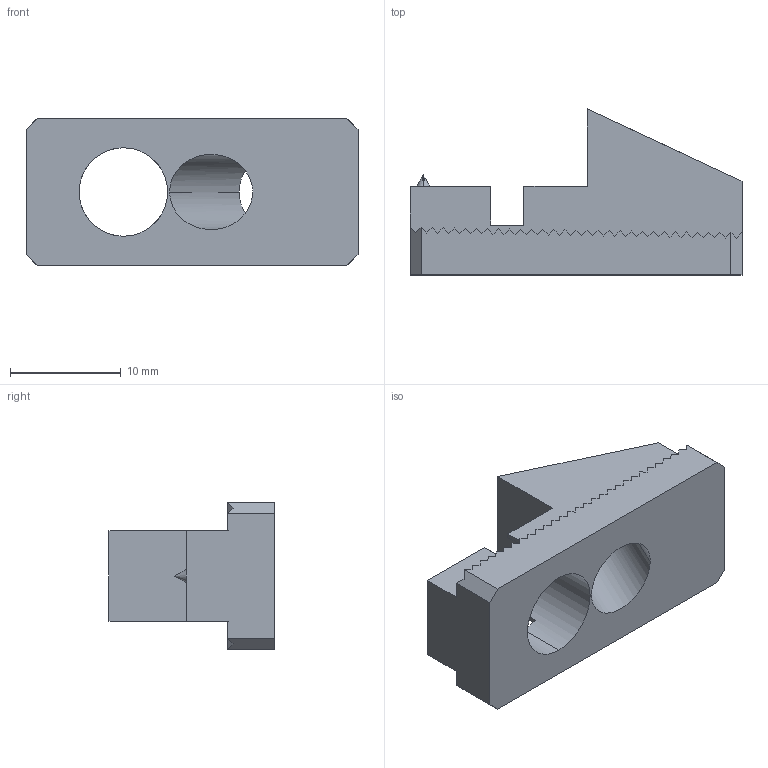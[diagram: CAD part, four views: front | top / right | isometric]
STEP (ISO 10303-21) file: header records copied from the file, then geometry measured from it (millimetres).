
FILE_DESCRIPTION (( 'STEP AP203' ), '1' );
FILE_NAME ('084.307.018.STEP', '2014-02-04T07:42:07', ( '' ), ( '' ), 'SwSTEP 2.0', 'SolidWorks 2012', '' );
FILE_SCHEMA (( 'CONFIG_CONTROL_DESIGN' ));
Length unit declared in the file: millimetre
Products named in the file (1): 084.307.018
Bounding box: 30 x 15 x 13.3 mm (x, y, z)
Volume: 2082.2 mm3; surface area: 1948.6 mm2
Topology: 1 solids, 1 shells, 151 faces, 450 edges, 299 vertices
Faces by surface type: plane 143, cylinder 6, cone 2
Entity records: 5051 total; most frequent: CARTESIAN_POINT 905, ORIENTED_EDGE 896, DIRECTION 766, EDGE_CURVE 448, LINE 430, VECTOR 430, VERTEX_POINT 299, AXIS2_PLACEMENT_3D 168
